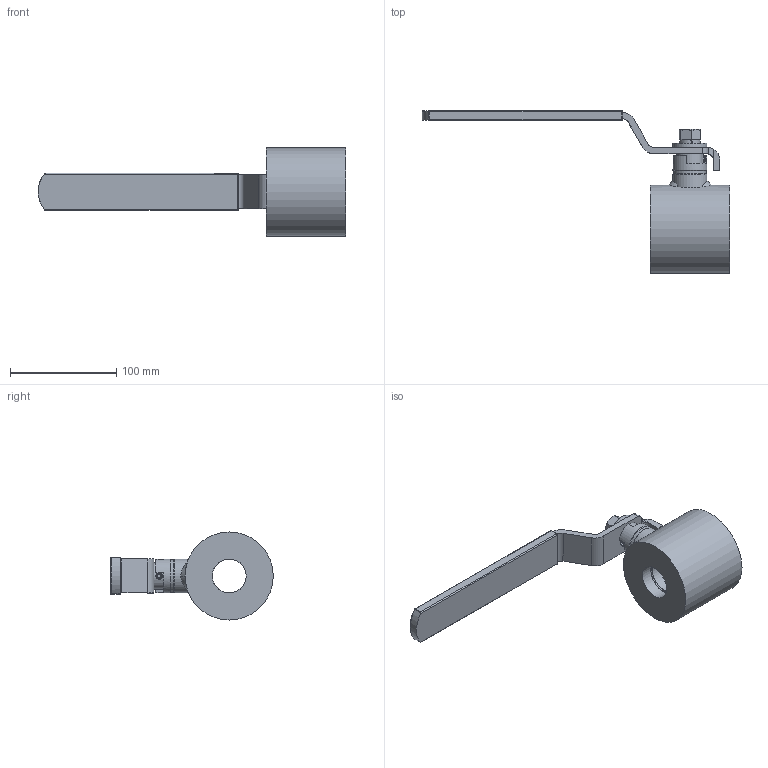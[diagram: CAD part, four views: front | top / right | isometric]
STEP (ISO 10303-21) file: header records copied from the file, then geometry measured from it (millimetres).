
FILE_DESCRIPTION((''),'2;1');
FILE_NAME('ФБ39 000 032 000СБ.stp','2015-11-16T15:10:59',('��������'),(''),'Autodesk Inventor 2013','Autodesk Inventor 2013','');
FILE_SCHEMA(('AUTOMOTIVE_DESIGN { 1 0 10303 214 1 1 1 1 }'));
Length unit declared in the file: millimetre
Products named in the file (21): ФБ39 000 032 000СБ; ФБ39 010 032 015; Шайба_п_шпиндель 32_50П; Шпиндель DN32; ФБ39 220 032 ххх; ФБ39 330 025 707; ФБ39 000 032 001; ФБ39 220 032 503; Втулка; ФБ39 220 032 505; Кольцо 5 ГОСТ 9833-73 016-021-30; Штифт #.6x30 # ГОСТ 14229-93 Исполнение 1; ФБ39 010 050 950; Рукав50; Шайба 12 # ГОСТ 6402-70 Исполнение 1; Гайка M12 # ГОСТ 5915-70 Исполнение 1; ФБ39 000 032 010; ФБ39 000 032 010_Сварные швы; ФБ39.000.032; Бобышка 32
Assembly tree (22 placements, depth 3):
  ФБ39 000 032 000СБ
    ФБ39 010 032 015
    Шайба_п_шпиндель 32_50П
    Шпиндель DN32
    ФБ39 220 032 ххх  x2
    ФБ39 330 025 707
    ФБ39 000 032 001
    ФБ39 220 032 503
    Втулка
    ФБ39 220 032 505
    Кольцо 5 ГОСТ 9833-73 016-021-30  x2
    Штифт #.6x30 # ГОСТ 14229-93 Исполнение 1
    ФБ39 010 050 950
      ФБ39 010 050 950
      Рукав50
    Шайба 12 # ГОСТ 6402-70 Исполнение 1
    Гайка M12 # ГОСТ 5915-70 Исполнение 1
    ФБ39 000 032 010
      ФБ39 000 032 010_Сварные швы
      ФБ39.000.032
      Бобышка 32
Bounding box: 289.64 x 153 x 83 mm (x, y, z)
Volume: 428275.7 mm3; surface area: 151253.2 mm2
Topology: 21 solids, 21 shells, 253 faces, 551 edges, 346 vertices
Faces by surface type: plane 109, cylinder 89, cone 31, torus 13, sphere 7, bspline 4
Full cylindrical faces by diameter (mm): 4.5 x2, 6 x3, 10.107 x1, 12 x1, 16 x7, 16.5 x1, 20.7 x3, 21 x2, 22 x2, 22.5 x1, 25 x1, 26 x3, 31 x1, 32 x8, 35 x2, 37 x2, 45 x4, 61 x1, 61.835 x1, 63 x1, 64 x2, 65 x3, 71 x3, 83 x1
Entity records: 7151 total; most frequent: CARTESIAN_POINT 1646, DIRECTION 1121, ORIENTED_EDGE 826, AXIS2_PLACEMENT_3D 484, EDGE_CURVE 413, EDGE_LOOP 366, VERTEX_POINT 307, FACE_OUTER_BOUND 238
